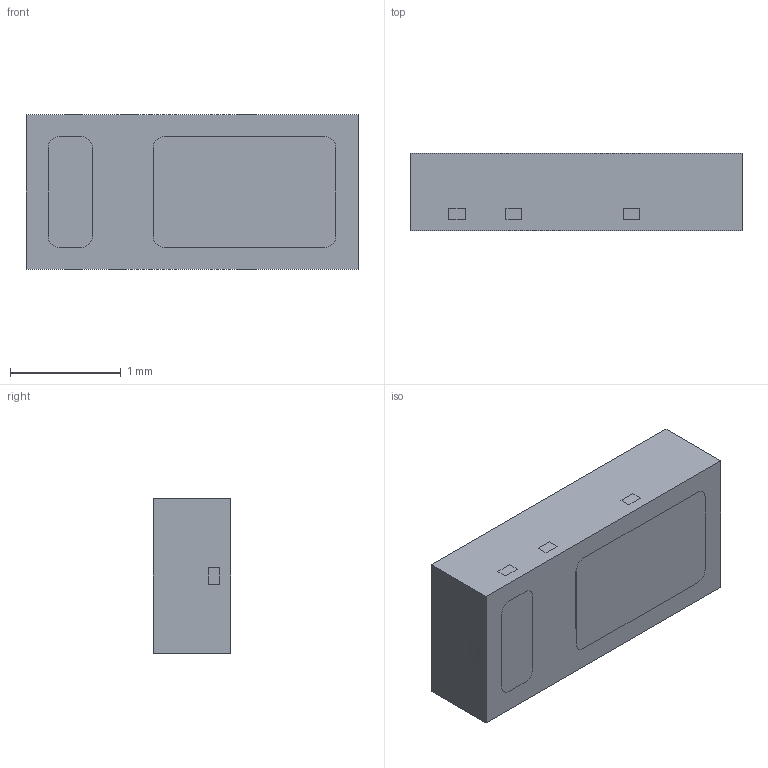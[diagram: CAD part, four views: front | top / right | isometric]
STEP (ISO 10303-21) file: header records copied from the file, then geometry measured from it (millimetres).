
FILE_DESCRIPTION(/* description */ ('STEP AP214'),/* implementation_level */ '2;1');
FILE_NAME(/* name */ 'LED_PLCC-2_3014.step',/* time_stamp */ '2025-05-09T14:19:55-04:00',/* author */ (''),/* organization */ (''),/* preprocessor_version */ 'ST-DEVELOPER v20.1',/* originating_system */ 'Autodesk Translation Framework v14.4.0.0',/* authorisation */ '');
FILE_SCHEMA (('AUTOMOTIVE_DESIGN { 1 0 10303 214 3 1 1 }'));
Length unit declared in the file: millimetre
Products named in the file (1): MP-3014-1100-22-80
Bounding box: 3 x 0.7 x 1.4 mm (x, y, z)
Volume: 2.9 mm3; surface area: 34.3 mm2
Topology: 4 solids, 4 shells, 169 faces, 478 edges, 312 vertices
Faces by surface type: plane 93, cylinder 68, bspline 8
Entity records: 5661 total; most frequent: CARTESIAN_POINT 1000, ORIENTED_EDGE 956, DIRECTION 948, EDGE_CURVE 478, LINE 332, VECTOR 332, VERTEX_POINT 312, AXIS2_PLACEMENT_3D 308
